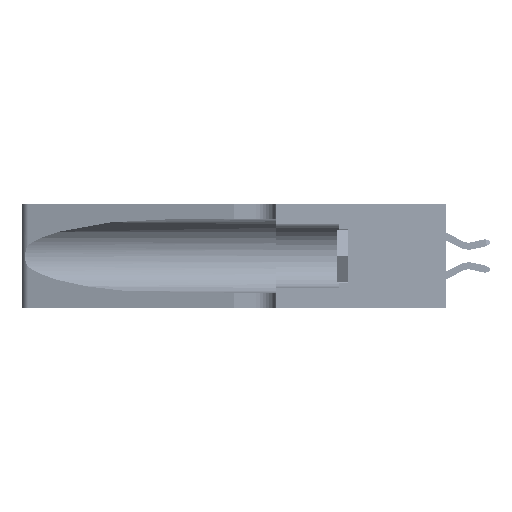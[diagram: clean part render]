
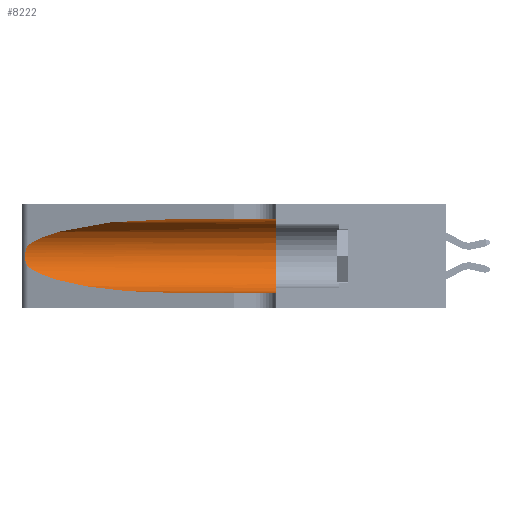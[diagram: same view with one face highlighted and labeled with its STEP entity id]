
A CAD part, left-side view. The second image highlights one B-rep face of the part: STEP entity #8222.
In plain terms, the highlighted cylindrical face has radius 3.308 mm (diameter 6.617 mm), a partial arc.
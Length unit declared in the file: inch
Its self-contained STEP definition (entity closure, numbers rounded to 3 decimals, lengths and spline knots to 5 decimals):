
#47 = ORIENTED_EDGE ( 'NONE', *, *, #49903, .T. ) ;
#598 = CARTESIAN_POINT ( 'NONE',  ( 0.1305, 1.61858, 0.185 ) ) ;
#1579 = AXIS2_PLACEMENT_3D ( 'NONE', #598, #36966, #20798 ) ;
#2612 = CARTESIAN_POINT ( 'NONE',  ( 0.25487, 1.22718, 0.22369 ) ) ;
#2689 = CARTESIAN_POINT ( 'NONE',  ( 0.18966, 0.96281, 0.05475 ) ) ;
#3369 = CARTESIAN_POINT ( 'NONE',  ( 0.25856, 1.23593, 0.16098 ) ) ;
#3695 =( BOUNDED_CURVE ( )  B_SPLINE_CURVE ( 3, ( #51054, #18822, #2689, #30981 ),
 .UNSPECIFIED., .F., .T. ) 
 B_SPLINE_CURVE_WITH_KNOTS ( ( 4, 4 ),
 ( 3.44316, 4.71239 ),
 .UNSPECIFIED. ) 
 CURVE ( )  GEOMETRIC_REPRESENTATION_ITEM ( )  RATIONAL_B_SPLINE_CURVE ( ( 1., 0.87, 0.87, 1. ) ) 
 REPRESENTATION_ITEM ( '' )  );
#5819 = DIRECTION ( 'NONE',  ( 0., 1., 0. ) ) ;
#7302 = CARTESIAN_POINT ( 'NONE',  ( 0.25487, 1.22718, 0.22369 ) ) ;
#7319 = CARTESIAN_POINT ( 'NONE',  ( 0.25487, 1.22718, 0.14631 ) ) ;
#7489 = CARTESIAN_POINT ( 'NONE',  ( 0.25639, 1.23186, 0.15144 ) ) ;
#7623 = EDGE_CURVE ( 'NONE', #22220, #8500, #8650, .T. ) ;
#8222 = ADVANCED_FACE ( 'NONE', ( #37326 ), #15872, .F. ) ;
#8500 = VERTEX_POINT ( 'NONE', #27255 ) ;
#8650 = LINE ( 'NONE', #29450, #37056 ) ;
#11369 = CARTESIAN_POINT ( 'NONE',  ( 0.25555, 1.22994, 0.2215 ) ) ;
#11540 = CARTESIAN_POINT ( 'NONE',  ( 0.25487, 1.22718, 0.14631 ) ) ;
#15410 = CARTESIAN_POINT ( 'NONE',  ( 0.25639, 1.23184, 0.21858 ) ) ;
#15872 = CYLINDRICAL_SURFACE ( 'NONE', #1579, 0.13025 ) ;
#16393 = CARTESIAN_POINT ( 'NONE',  ( 0.1305, 1.61858, 0.31525 ) ) ;
#16709 = ORIENTED_EDGE ( 'NONE', *, *, #23864, .F. ) ;
#17003 = EDGE_LOOP ( 'NONE', ( #47, #33003, #23546, #19211, #43185, #16709 ) ) ;
#18822 = CARTESIAN_POINT ( 'NONE',  ( 0.2373, 1.15595, 0.08982 ) ) ;
#19211 = ORIENTED_EDGE ( 'NONE', *, *, #7623, .T. ) ;
#19518 = CARTESIAN_POINT ( 'NONE',  ( 0.25854, 1.2359, 0.20912 ) ) ;
#20798 = DIRECTION ( 'NONE',  ( 0., 0., -1. ) ) ;
#21141 = VECTOR ( 'NONE', #40543, 39.37008 ) ;
#22220 = VERTEX_POINT ( 'NONE', #26593 ) ;
#23546 = ORIENTED_EDGE ( 'NONE', *, *, #25205, .T. ) ;
#23568 = CARTESIAN_POINT ( 'NONE',  ( 0.26075, 1.23896, 0.19203 ) ) ;
#23864 = EDGE_CURVE ( 'NONE', #48929, #39690, #51987, .T. ) ;
#25205 = EDGE_CURVE ( 'NONE', #38200, #22220, #3695, .T. ) ;
#25954 = CARTESIAN_POINT ( 'NONE',  ( 0.1305, 0.72297, 0.31525 ) ) ;
#26593 = CARTESIAN_POINT ( 'NONE',  ( 0.1305, 0.72297, 0.05475 ) ) ;
#26849 = CARTESIAN_POINT ( 'NONE',  ( 0.2373, 1.15595, 0.28018 ) ) ;
#27255 = CARTESIAN_POINT ( 'NONE',  ( 0.1305, 0.35, 0.05475 ) ) ;
#27605 = CARTESIAN_POINT ( 'NONE',  ( 0.26017, 1.23833, 0.17102 ) ) ;
#29450 = CARTESIAN_POINT ( 'NONE',  ( 0.1305, 1.61858, 0.05475 ) ) ;
#30019 = CARTESIAN_POINT ( 'NONE',  ( 0.1305, 0.35, 0.185 ) ) ;
#30981 = CARTESIAN_POINT ( 'NONE',  ( 0.1305, 0.72297, 0.05475 ) ) ;
#31666 = CARTESIAN_POINT ( 'NONE',  ( 0.25789, 1.23486, 0.15765 ) ) ;
#33003 = ORIENTED_EDGE ( 'NONE', *, *, #43634, .T. ) ;
#33489 =( BOUNDED_CURVE ( )  B_SPLINE_CURVE ( 3, ( #42915, #46945, #26849, #2612 ),
 .UNSPECIFIED., .F., .F. ) 
 B_SPLINE_CURVE_WITH_KNOTS ( ( 4, 4 ),
 ( 1.5708, 2.84003 ),
 .UNSPECIFIED. ) 
 CURVE ( )  GEOMETRIC_REPRESENTATION_ITEM ( )  RATIONAL_B_SPLINE_CURVE ( ( 1., 0.87, 0.87, 1. ) ) 
 REPRESENTATION_ITEM ( '' )  );
#34095 = DIRECTION ( 'NONE',  ( 0., 0., 1. ) ) ;
#35716 = CARTESIAN_POINT ( 'NONE',  ( 0.25555, 1.22993, 0.14849 ) ) ;
#36298 = CARTESIAN_POINT ( 'NONE',  ( 0.1305, 0.35, 0.31525 ) ) ;
#36966 = DIRECTION ( 'NONE',  ( 0., -1., 0. ) ) ;
#37056 = VECTOR ( 'NONE', #49528, 39.37008 ) ;
#37326 = FACE_OUTER_BOUND ( 'NONE', #17003, .T. ) ;
#38149 = CARTESIAN_POINT ( 'NONE',  ( 0.25487, 1.22718, 0.22369 ) ) ;
#38200 = VERTEX_POINT ( 'NONE', #7319 ) ;
#38686 = VERTEX_POINT ( 'NONE', #38149 ) ;
#39690 = VERTEX_POINT ( 'NONE', #36298 ) ;
#39972 = CIRCLE ( 'NONE', #44820, 0.13025 ) ;
#40543 = DIRECTION ( 'NONE',  ( 0., -1., 0. ) ) ;
#42915 = CARTESIAN_POINT ( 'NONE',  ( 0.1305, 0.72297, 0.31525 ) ) ;
#43185 = ORIENTED_EDGE ( 'NONE', *, *, #44025, .F. ) ;
#43634 = EDGE_CURVE ( 'NONE', #38686, #38200, #52216, .T. ) ;
#43668 = CARTESIAN_POINT ( 'NONE',  ( 0.25787, 1.23484, 0.2124 ) ) ;
#44025 = EDGE_CURVE ( 'NONE', #39690, #8500, #39972, .T. ) ;
#44820 = AXIS2_PLACEMENT_3D ( 'NONE', #30019, #5819, #34095 ) ;
#46945 = CARTESIAN_POINT ( 'NONE',  ( 0.18966, 0.96281, 0.31525 ) ) ;
#47709 = CARTESIAN_POINT ( 'NONE',  ( 0.26018, 1.23835, 0.19895 ) ) ;
#48929 = VERTEX_POINT ( 'NONE', #25954 ) ;
#49528 = DIRECTION ( 'NONE',  ( 0., -1., 0. ) ) ;
#49903 = EDGE_CURVE ( 'NONE', #48929, #38686, #33489, .T. ) ;
#51054 = CARTESIAN_POINT ( 'NONE',  ( 0.25487, 1.22718, 0.14631 ) ) ;
#51739 = CARTESIAN_POINT ( 'NONE',  ( 0.26075, 1.23896, 0.178 ) ) ;
#51987 = LINE ( 'NONE', #16393, #21141 ) ;
#52216 = B_SPLINE_CURVE_WITH_KNOTS ( 'NONE', 3,
 ( #7302, #11369, #15410, #43668, #19518, #47709, #23568, #51739, #27605, #3369, #31666, #7489, #35716, #11540 ),
 .UNSPECIFIED., .F., .F.,
 ( 4, 2, 2, 2, 2, 2, 4 ),
 ( 0., 0.00027, 0.00053, 0.00107, 0.0016, 0.00187, 0.00214 ),
 .UNSPECIFIED. ) ;
